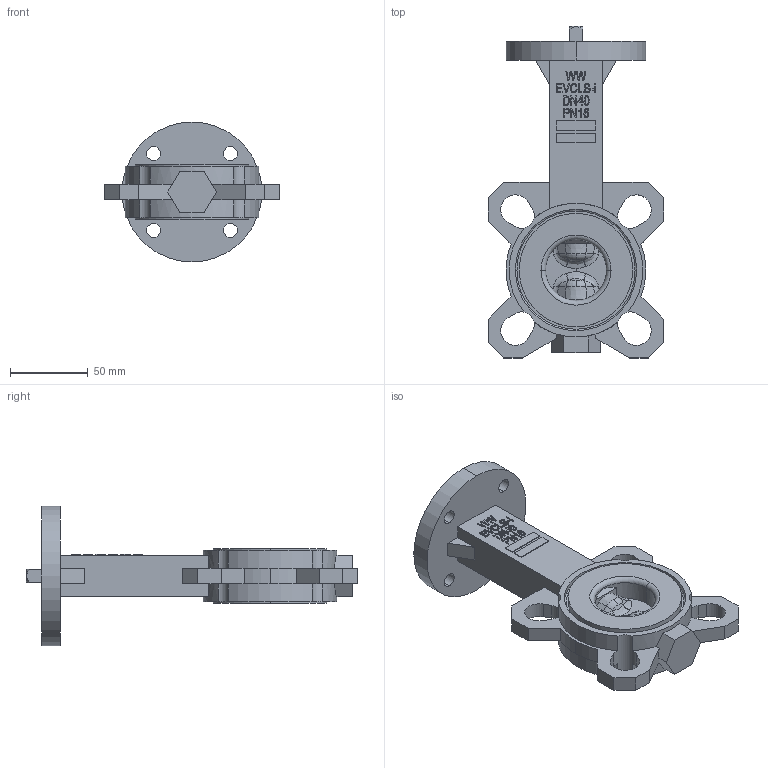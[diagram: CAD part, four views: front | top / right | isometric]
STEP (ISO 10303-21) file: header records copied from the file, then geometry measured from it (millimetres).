
FILE_DESCRIPTION (( 'STEP AP214' ), '1' );
FILE_NAME ('EVCLS-i DN40 PN16 F07-L9.STEP', '2024-04-24T13:56:21', ( '' ), ( '' ), 'SwSTEP 2.0', 'SolidWorks 2015', '' );
FILE_SCHEMA (( 'AUTOMOTIVE_DESIGN' ));
Length unit declared in the file: millimetre
Products named in the file (1): EVCLS-i DN40 PN16 F07-L9
Bounding box: 113 x 213.5 x 90 mm (x, y, z)
Volume: 354411.1 mm3; surface area: 67276.2 mm2
Topology: 1 solids, 1 shells, 456 faces, 1227 edges, 800 vertices
Faces by surface type: plane 253, bspline 81, cylinder 69, torus 32, cone 13, sphere 8
Entity records: 22980 total; most frequent: CARTESIAN_POINT 7734, ORIENTED_EDGE 2454, DIRECTION 2042, EDGE_CURVE 1227, VERTEX_POINT 800, LINE 744, VECTOR 744, AXIS2_PLACEMENT_3D 649
